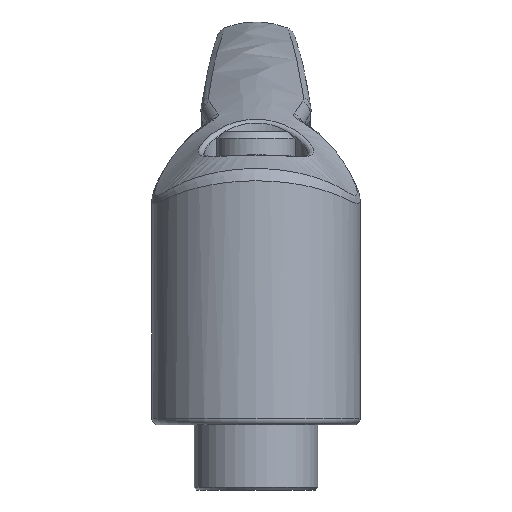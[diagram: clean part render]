
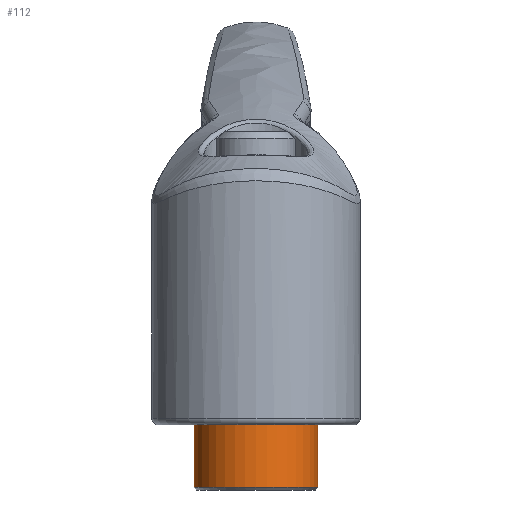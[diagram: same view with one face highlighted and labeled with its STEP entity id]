
A CAD part, front view. The second image highlights one B-rep face of the part: STEP entity #112.
In plain terms, the highlighted cylindrical face has radius 4.75 mm (diameter 9.5 mm), a full revolution.
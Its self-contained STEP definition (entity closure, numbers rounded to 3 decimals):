
#112 = ADVANCED_FACE( '', ( #284, #285 ), #286, .T. );
#284 = FACE_OUTER_BOUND( '', #747, .T. );
#285 = FACE_OUTER_BOUND( '', #748, .T. );
#286 = CYLINDRICAL_SURFACE( '', #749, 4.75 );
#747 = EDGE_LOOP( '', ( #4872 ) );
#748 = EDGE_LOOP( '', ( #4873 ) );
#749 = AXIS2_PLACEMENT_3D( '', #4874, #4875, #4876 );
#4872 = ORIENTED_EDGE( '', *, *, #5324, .T. );
#4873 = ORIENTED_EDGE( '', *, *, #5325, .T. );
#4874 = CARTESIAN_POINT( '', ( 0., 0., -5. ) );
#4875 = DIRECTION( '', ( 0., 0., -1. ) );
#4876 = DIRECTION( '', ( 1., 0., 0. ) );
#5324 = EDGE_CURVE( '', #5586, #5586, #5587, .F. );
#5325 = EDGE_CURVE( '', #5588, #5588, #5589, .F. );
#5586 = VERTEX_POINT( '', #6162 );
#5587 = CIRCLE( '', #6163, 4.75 );
#5588 = VERTEX_POINT( '', #6164 );
#5589 = CIRCLE( '', #6165, 4.75 );
#6162 = CARTESIAN_POINT( '', ( -4.75, 0., -4.8 ) );
#6163 = AXIS2_PLACEMENT_3D( '', #8580, #8581, #8582 );
#6164 = CARTESIAN_POINT( '', ( 4.75, 0., 0. ) );
#6165 = AXIS2_PLACEMENT_3D( '', #8583, #8584, #8585 );
#8580 = CARTESIAN_POINT( '', ( 0., 0., -4.8 ) );
#8581 = DIRECTION( '', ( 0., 0., -1. ) );
#8582 = DIRECTION( '', ( -1., 0., 0. ) );
#8583 = CARTESIAN_POINT( '', ( 0., 0., 0. ) );
#8584 = DIRECTION( '', ( 0., 0., 1. ) );
#8585 = DIRECTION( '', ( 1., 0., 0. ) );
